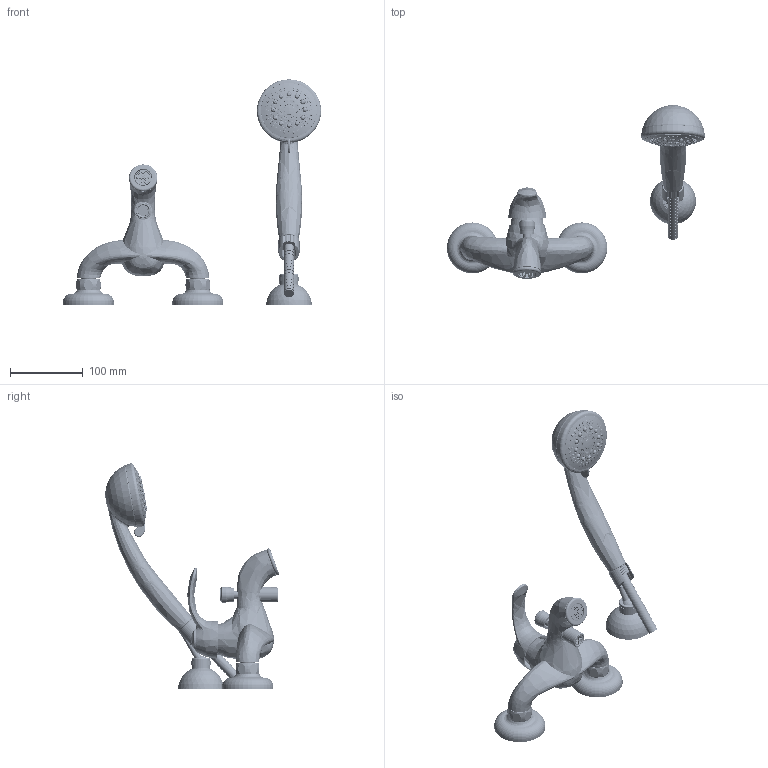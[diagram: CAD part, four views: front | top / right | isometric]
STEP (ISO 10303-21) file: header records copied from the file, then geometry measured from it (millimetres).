
FILE_DESCRIPTION((''),'2;1');
FILE_NAME('FA024CR_ASM','2021-11-10T08:56:12',('ut3'),('PAFFONI SpA'),'CREO PARAMETRIC BY PTC INC, 2020044','CREO PARAMETRIC BY PTC INC, 2020044','');
FILE_SCHEMA(('CONFIG_CONTROL_DESIGN','SHAPE_APPEARANCE_LAYERS_GROUPS'));
Length unit declared in the file: millimetre
Products named in the file (30): 3021164TO; 2081067GR; 4061052CR; 2041539GR; 4111012_A; 4111133CR_A; 4111012_C; 4111012_D; 4111012_E; 4111133CR_AF1_ASM; 2051022; 2041550GR; 2091276; 2041548GR; 2041093GR; 2092033_AF0; 2041093SB_ASM; 2041484GR; 4061002KA-CR; 2091168; 4061002KA-CR_ASM; 5001130_CORPO; 5001130_GUARNIZIONE; 5001130_GANCIO; 5001130_ANTIFRIZIONE; 5001130_GHIERA; 5001130CR_ASM; 4071003CRDG_A; 4071646CR; FA024CR_ASM
Assembly tree (32 placements, depth 3):
  FA024CR_ASM
    3021164TO
    2081067GR
    4061052CR
    2041539GR
    4111133CR_AF1_ASM
      4111012_A
      4111133CR_A
      4111012_C
      4111012_D
      4111012_E
    2051022
    2041550GR
    2091276
    2041548GR
    2041093SB_ASM  x2
      2041093GR
      2092033_AF0
    2041484GR  x2
    4061002KA-CR_ASM  x2
      4061002KA-CR
      2091168
    5001130CR_ASM
      5001130_CORPO
      5001130_GUARNIZIONE
      5001130_GANCIO
      5001130_ANTIFRIZIONE
      5001130_GHIERA
    4071003CRDG_A
    4071646CR
Bounding box: 354.05 x 238.04 x 309.05 mm (x, y, z)
Volume: 633077.3 mm3; surface area: 303127 mm2
Topology: 32 solids, 47 shells, 4927 faces, 12989 edges, 8265 vertices
Faces by surface type: plane 2058, cylinder 1385, cone 476, bspline 396, torus 388, sphere 124, extrusion 96, revolution 4
Entity records: 280371 total; most frequent: CARTESIAN_POINT 99418, ORIENTED_EDGE 25424, DIRECTION 24173, PRESENTATION_STYLE_ASSIGNMENT 16088, STYLED_ITEM 16068, CURVE_STYLE 12838, EDGE_CURVE 12738, AXIS2_PLACEMENT_3D 9209
